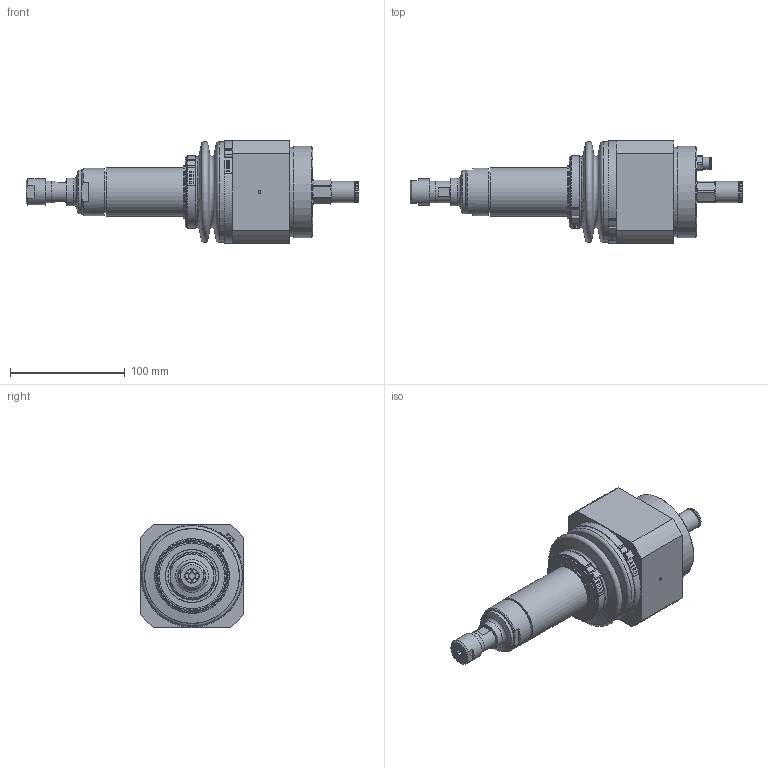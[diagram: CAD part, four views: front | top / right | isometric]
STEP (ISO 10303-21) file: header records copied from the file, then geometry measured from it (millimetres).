
FILE_DESCRIPTION(/* description */ (''),/* implementation_level */ '2;1');
FILE_NAME(/* name */ 'ESR 200_60011885.stp',/* time_stamp */ '2015-03-25T12:39:02+01:00',/* author */ ('ekoch'),/* organization */ (''),/* preprocessor_version */ 'ST-DEVELOPER v15.2',/* originating_system */ 'Autodesk Inventor 2014',/* authorisation */ '');
FILE_SCHEMA (('AUTOMOTIVE_DESIGN { 1 0 10303 214 3 1 1 }'));
Length unit declared in the file: millimetre
Products named in the file (1): ESR 200_60011885
Bounding box: 289.83 x 90 x 90 mm (x, y, z)
Volume: 962811.1 mm3; surface area: 207012.4 mm2
Topology: 14 solids, 15 shells, 495 faces, 1217 edges, 787 vertices
Faces by surface type: plane 223, cylinder 172, cone 84, torus 15, sphere 1
Full cylindrical faces by diameter (mm): 2.5 x1, 4.917 x4, 6 x5, 6.1 x1, 7.2 x1, 8.382 x1, 8.565 x1, 8.566 x1, 9.728 x1, 9.9 x1, 10.5 x1, 10.6 x1, 12 x1, 13.2 x1, 14.95 x2, 15 x1, 15.1 x1, 15.638 x1, 17.917 x1, 18.4 x1, 18.5 x1, 18.8 x1, 18.98 x1, 19 x3, 19.5 x1, 23 x1, 24 x1, 28 x1, 31 x1, 34.376 x1
Entity records: 14495 total; most frequent: CARTESIAN_POINT 2850, DIRECTION 2406, ORIENTED_EDGE 2104, EDGE_CURVE 1052, AXIS2_PLACEMENT_3D 1012, VERTEX_POINT 747, EDGE_LOOP 699, CIRCLE 516
